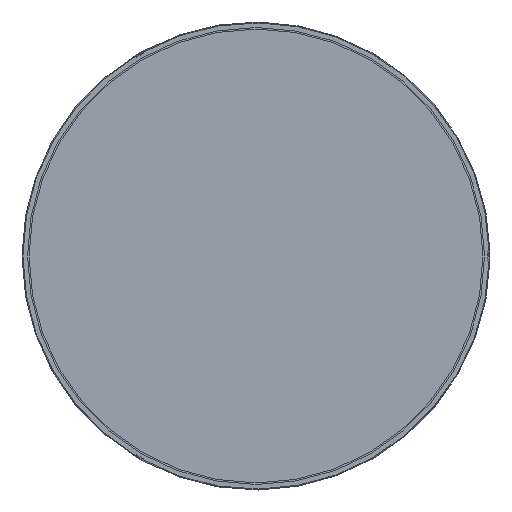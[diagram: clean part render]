
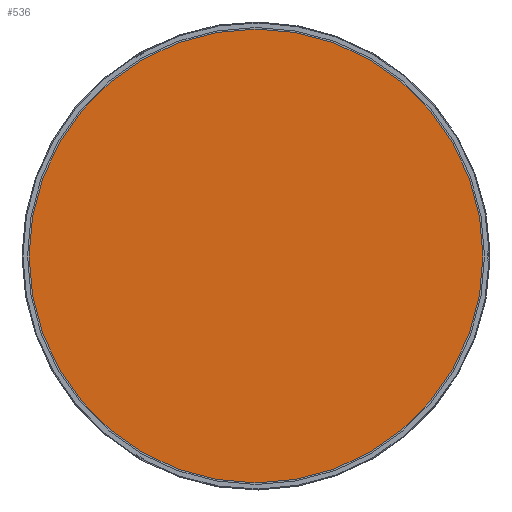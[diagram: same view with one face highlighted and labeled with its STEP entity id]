
A CAD part, top view. The second image highlights one B-rep face of the part: STEP entity #536.
In plain terms, the highlighted planar face has unit normal (0, 0, 1).
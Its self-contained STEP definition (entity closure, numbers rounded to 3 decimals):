
#183=PLANE('',#1230);
#536=ADVANCED_FACE('',(#547),#183,.T.);
#547=FACE_OUTER_BOUND('',#619,.T.);
#619=EDGE_LOOP('',(#796));
#796=ORIENTED_EDGE('',*,*,#1102,.T.);
#948=VERTEX_POINT('',#4404);
#1102=EDGE_CURVE('',#948,#948,#1150,.T.);
#1150=CIRCLE('',#1229,73.5);
#1229=AXIS2_PLACEMENT_3D('',#4403,#1393,#1394);
#1230=AXIS2_PLACEMENT_3D('',#4405,#1395,#1396);
#1393=DIRECTION('',(0.,0.,1.));
#1394=DIRECTION('',(1.,0.,0.));
#1395=DIRECTION('',(0.,0.,1.));
#1396=DIRECTION('',(1.,0.,0.));
#4403=CARTESIAN_POINT('',(14.989,0.023,0.));
#4404=CARTESIAN_POINT('',(88.489,0.023,0.));
#4405=CARTESIAN_POINT('',(14.989,0.023,0.));
